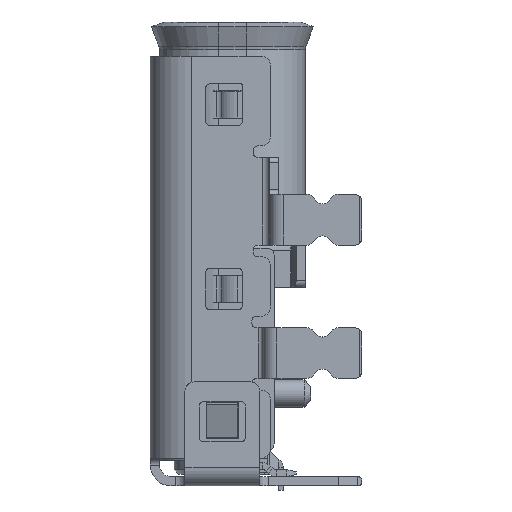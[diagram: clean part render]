
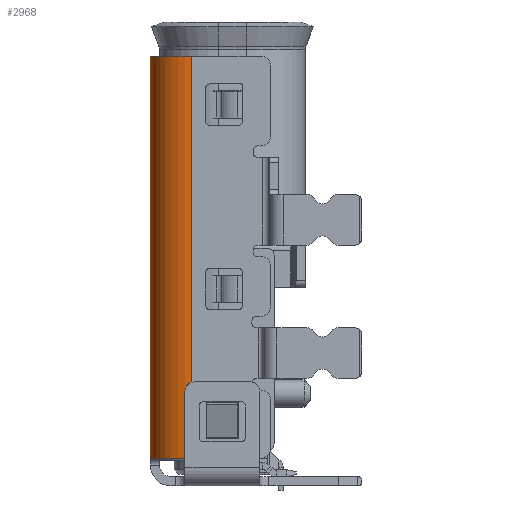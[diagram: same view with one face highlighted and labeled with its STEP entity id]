
A CAD part, left-side view. The second image highlights one B-rep face of the part: STEP entity #2968.
In plain terms, the highlighted cylindrical face has radius 0.9 mm (diameter 1.8 mm), a partial arc.
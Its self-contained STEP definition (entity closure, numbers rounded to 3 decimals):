
#2968=ADVANCED_FACE('',(#5486),#4380,.T.);
#4380=CYLINDRICAL_SURFACE('',#40191,0.9);
#5486=FACE_OUTER_BOUND('',#7539,.T.);
#7539=EDGE_LOOP('',(#21892,#21893,#21894,#21895));
#10695=LINE('',#60089,#14798);
#10696=LINE('',#60094,#14799);
#14798=VECTOR('',#47354,1.);
#14799=VECTOR('',#47357,1.);
#21892=ORIENTED_EDGE('',*,*,#34624,.T.);
#21893=ORIENTED_EDGE('',*,*,#34625,.F.);
#21894=ORIENTED_EDGE('',*,*,#34626,.F.);
#21895=ORIENTED_EDGE('',*,*,#34627,.T.);
#30140=VERTEX_POINT('',#60090);
#30141=VERTEX_POINT('',#60091);
#30142=VERTEX_POINT('',#60093);
#30143=VERTEX_POINT('',#60095);
#34624=EDGE_CURVE('',#30140,#30141,#10695,.T.);
#34625=EDGE_CURVE('',#30142,#30141,#37998,.T.);
#34626=EDGE_CURVE('',#30143,#30142,#10696,.T.);
#34627=EDGE_CURVE('',#30143,#30140,#37999,.T.);
#37998=CIRCLE('',#40189,0.9);
#37999=CIRCLE('',#40190,0.9);
#40189=AXIS2_PLACEMENT_3D('',#60092,#47355,#47356);
#40190=AXIS2_PLACEMENT_3D('',#60096,#47358,#47359);
#40191=AXIS2_PLACEMENT_3D('',#60097,#47360,#47361);
#47354=DIRECTION('',(0.,0.,-1.));
#47355=DIRECTION('',(0.,0.,-1.));
#47356=DIRECTION('',(1.,0.,0.));
#47357=DIRECTION('',(0.,0.,-1.));
#47358=DIRECTION('',(0.,0.,-1.));
#47359=DIRECTION('',(1.,0.,0.));
#47360=DIRECTION('',(0.,0.,-1.));
#47361=DIRECTION('',(1.,0.,0.));
#60089=CARTESIAN_POINT('',(-3.819,1.793,-2.29));
#60090=CARTESIAN_POINT('',(-3.819,1.793,-2.29));
#60091=CARTESIAN_POINT('',(-3.819,1.793,-11.));
#60092=CARTESIAN_POINT('',(-3.819,0.893,-11.));
#60093=CARTESIAN_POINT('',(-4.719,0.893,-11.));
#60094=CARTESIAN_POINT('',(-4.719,0.893,-2.29));
#60095=CARTESIAN_POINT('',(-4.719,0.893,-2.29));
#60096=CARTESIAN_POINT('',(-3.819,0.893,-2.29));
#60097=CARTESIAN_POINT('',(-3.819,0.893,-2.29));
